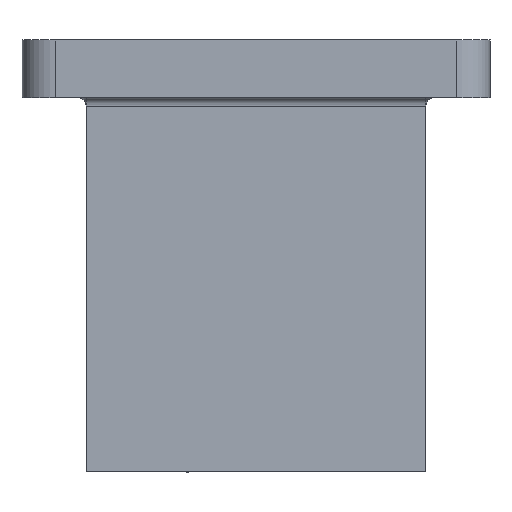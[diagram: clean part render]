
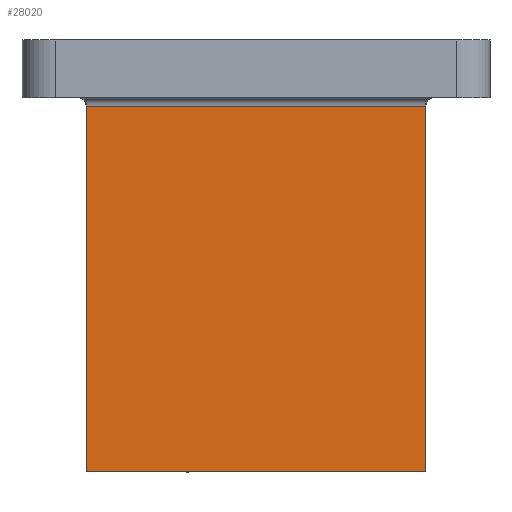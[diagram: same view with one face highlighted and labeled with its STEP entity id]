
A CAD part, front view. The second image highlights one B-rep face of the part: STEP entity #28020.
In plain terms, the highlighted planar face has unit normal (0, -1, 0).
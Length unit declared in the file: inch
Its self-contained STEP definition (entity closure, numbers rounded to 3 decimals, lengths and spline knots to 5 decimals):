
#10 = VECTOR ( 'NONE', #9565, 39.37008 ) ;
#1064 = ORIENTED_EDGE ( 'NONE', *, *, #38142, .F. ) ;
#1456 = LINE ( 'NONE', #8087, #14896 ) ;
#2651 = CARTESIAN_POINT ( 'NONE',  ( -0.59, -0.25, 0.75 ) ) ;
#4319 = EDGE_CURVE ( 'NONE', #37979, #11862, #7892, .T. ) ;
#5774 = DIRECTION ( 'NONE',  ( 0., 1., 0. ) ) ;
#5934 = ORIENTED_EDGE ( 'NONE', *, *, #4319, .T. ) ;
#7892 = LINE ( 'NONE', #33475, #14831 ) ;
#8087 = CARTESIAN_POINT ( 'NONE',  ( -0.59, -0.25, 0.52 ) ) ;
#8097 = LINE ( 'NONE', #22442, #29829 ) ;
#9309 = LINE ( 'NONE', #26889, #10 ) ;
#9565 = DIRECTION ( 'NONE',  ( 0., 0., -1. ) ) ;
#9903 = EDGE_LOOP ( 'NONE', ( #1064, #27502, #19359, #5934 ) ) ;
#11862 = VERTEX_POINT ( 'NONE', #16529 ) ;
#12394 = AXIS2_PLACEMENT_3D ( 'NONE', #2651, #5774, #32288 ) ;
#14077 = VERTEX_POINT ( 'NONE', #31973 ) ;
#14159 = VERTEX_POINT ( 'NONE', #23868 ) ;
#14831 = VECTOR ( 'NONE', #36341, 39.37008 ) ;
#14896 = VECTOR ( 'NONE', #25915, 39.37008 ) ;
#16529 = CARTESIAN_POINT ( 'NONE',  ( 0.59, -0.25, -0.75 ) ) ;
#17118 = EDGE_CURVE ( 'NONE', #14077, #14159, #1456, .T. ) ;
#17564 = CARTESIAN_POINT ( 'NONE',  ( -0.59, -0.25, -0.75 ) ) ;
#19359 = ORIENTED_EDGE ( 'NONE', *, *, #28761, .T. ) ;
#20168 = FACE_OUTER_BOUND ( 'NONE', #9903, .T. ) ;
#22442 = CARTESIAN_POINT ( 'NONE',  ( -0.59, -0.25, 0.75 ) ) ;
#23868 = CARTESIAN_POINT ( 'NONE',  ( -0.59, -0.25, 0.52 ) ) ;
#25915 = DIRECTION ( 'NONE',  ( -1., 0., 0. ) ) ;
#26889 = CARTESIAN_POINT ( 'NONE',  ( 0.59, -0.25, 0.75 ) ) ;
#27502 = ORIENTED_EDGE ( 'NONE', *, *, #17118, .T. ) ;
#28020 = ADVANCED_FACE ( 'NONE', ( #20168 ), #32158, .F. ) ;
#28761 = EDGE_CURVE ( 'NONE', #14159, #37979, #8097, .T. ) ;
#29829 = VECTOR ( 'NONE', #37193, 39.37008 ) ;
#31973 = CARTESIAN_POINT ( 'NONE',  ( 0.59, -0.25, 0.52 ) ) ;
#32158 = PLANE ( 'NONE',  #12394 ) ;
#32288 = DIRECTION ( 'NONE',  ( 0., 0., 1. ) ) ;
#33475 = CARTESIAN_POINT ( 'NONE',  ( -0.59, -0.25, -0.75 ) ) ;
#36341 = DIRECTION ( 'NONE',  ( 1., 0., 0. ) ) ;
#37193 = DIRECTION ( 'NONE',  ( 0., 0., -1. ) ) ;
#37979 = VERTEX_POINT ( 'NONE', #17564 ) ;
#38142 = EDGE_CURVE ( 'NONE', #14077, #11862, #9309, .T. ) ;
